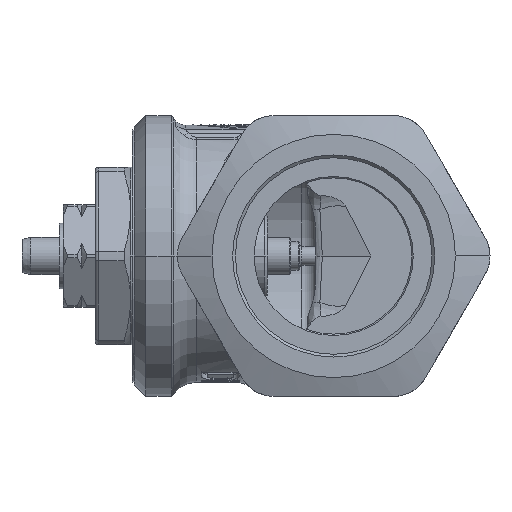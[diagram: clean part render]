
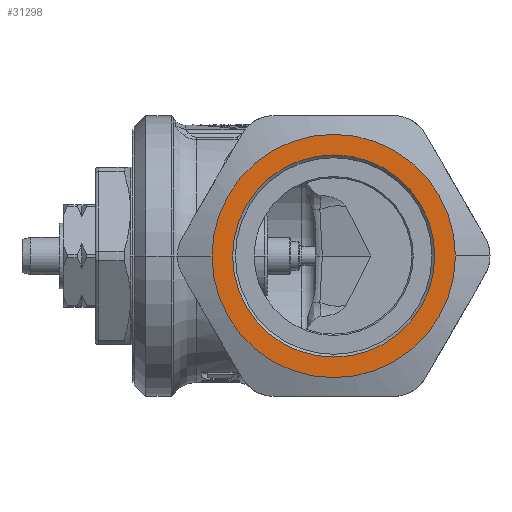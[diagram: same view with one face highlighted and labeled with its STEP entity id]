
A CAD part, left-side view. The second image highlights one B-rep face of the part: STEP entity #31298.
In plain terms, the highlighted planar face has unit normal (-1, 0, 0).
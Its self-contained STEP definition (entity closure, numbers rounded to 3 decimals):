
#9026=CARTESIAN_POINT('',(-34.5,0.,0.));
#9027=DIRECTION('',(-1.,0.,0.));
#9028=DIRECTION('',(0.,1.,0.));
#9029=AXIS2_PLACEMENT_3D('',#9026,#9027,#9028);
#9031=CARTESIAN_POINT('',(-34.5,0.,0.));
#9032=DIRECTION('',(-1.,0.,0.));
#9033=DIRECTION('',(0.,-1.,0.));
#9034=AXIS2_PLACEMENT_3D('',#9031,#9032,#9033);
#9196=CARTESIAN_POINT('',(-34.5,0.,0.));
#9197=DIRECTION('',(-1.,0.,0.));
#9198=DIRECTION('',(0.,0.,1.));
#9199=AXIS2_PLACEMENT_3D('',#9196,#9197,#9198);
#9206=CARTESIAN_POINT('',(-34.5,0.,0.));
#9207=DIRECTION('',(-1.,0.,0.));
#9208=DIRECTION('',(0.,0.,-1.));
#9209=AXIS2_PLACEMENT_3D('',#9206,#9207,#9208);
#15725=CARTESIAN_POINT('',(-34.5,0.,10.8));
#15726=CARTESIAN_POINT('',(-34.5,0.,-10.8));
#15727=VERTEX_POINT('',#15725);
#15728=VERTEX_POINT('',#15726);
#15733=CARTESIAN_POINT('',(-34.5,13.,0.));
#15734=CARTESIAN_POINT('',(-34.5,-13.,0.));
#15735=VERTEX_POINT('',#15733);
#15736=VERTEX_POINT('',#15734);
#31282=CARTESIAN_POINT('',(-34.5,0.,0.));
#31283=DIRECTION('',(1.,0.,0.));
#31284=DIRECTION('',(0.,-1.,0.));
#31285=AXIS2_PLACEMENT_3D('',#31282,#31283,#31284);
#31286=PLANE('',#31285);
#31287=ORIENTED_EDGE('',*,*,#31266,.F.);
#31289=ORIENTED_EDGE('',*,*,#31288,.F.);
#31290=EDGE_LOOP('',(#31287,#31289));
#31291=FACE_OUTER_BOUND('',#31290,.F.);
#31293=ORIENTED_EDGE('',*,*,#31292,.T.);
#31295=ORIENTED_EDGE('',*,*,#31294,.T.);
#31296=EDGE_LOOP('',(#31293,#31295));
#31297=FACE_BOUND('',#31296,.F.);
#31298=ADVANCED_FACE('',(#31291,#31297),#31286,.F.);
#9030=CIRCLE('',#9029,13.);
#9035=CIRCLE('',#9034,13.);
#9200=CIRCLE('',#9199,10.8);
#9210=CIRCLE('',#9209,10.8);
#31266=EDGE_CURVE('',#15735,#15736,#9030,.T.);
#31288=EDGE_CURVE('',#15736,#15735,#9035,.T.);
#31292=EDGE_CURVE('',#15727,#15728,#9200,.T.);
#31294=EDGE_CURVE('',#15728,#15727,#9210,.T.);
